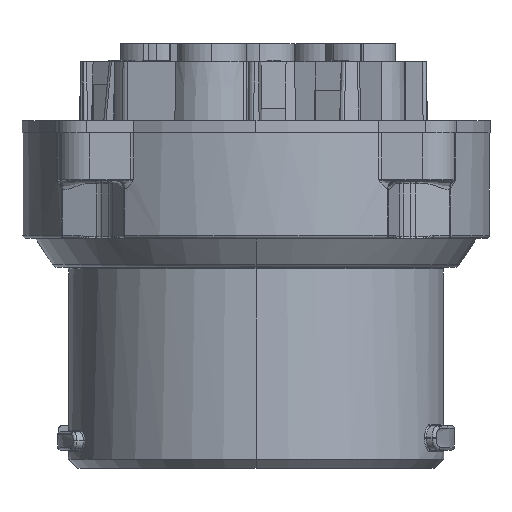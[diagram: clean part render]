
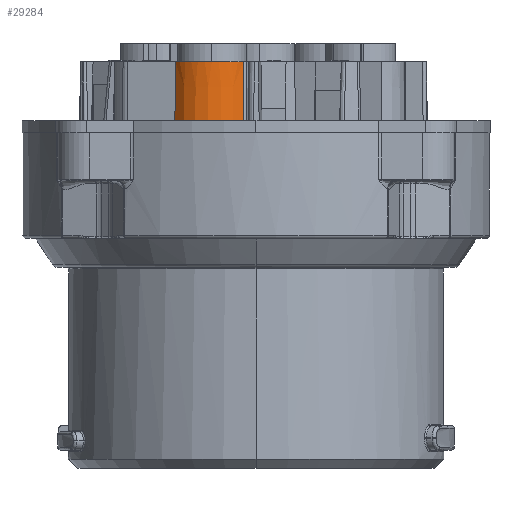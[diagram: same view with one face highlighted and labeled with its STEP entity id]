
A CAD part, left-side view. The second image highlights one B-rep face of the part: STEP entity #29284.
In plain terms, the highlighted conical face has half-angle 0.5 degrees and reference radius 7.493 mm.
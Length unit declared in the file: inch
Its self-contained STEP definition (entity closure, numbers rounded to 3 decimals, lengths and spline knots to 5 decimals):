
#2281 = CARTESIAN_POINT ( 'NONE',  ( -0.87739, 0.0785, -0.36757 ) ) ;
#3892 = VECTOR ( 'NONE', #29929, 39.37008 ) ;
#4223 = CARTESIAN_POINT ( 'NONE',  ( -0.87732, 0.07858, -0.35616 ) ) ;
#4537 = ORIENTED_EDGE ( 'NONE', *, *, #30148, .T. ) ;
#6028 = DIRECTION ( 'NONE',  ( 1., -0.009, 0. ) ) ;
#7878 = CARTESIAN_POINT ( 'NONE',  ( -0.85128, 0.532, -0.27323 ) ) ;
#8208 = DIRECTION ( 'NONE',  ( 1., 0., 0. ) ) ;
#9124 = ORIENTED_EDGE ( 'NONE', *, *, #14740, .T. ) ;
#10300 = CIRCLE ( 'NONE', #55343, 0.2949 ) ;
#14574 = CARTESIAN_POINT ( 'NONE',  ( -0.677, 0.295, -0.36757 ) ) ;
#14740 = EDGE_CURVE ( 'NONE', #34265, #22789, #10300, .T. ) ;
#14795 = ORIENTED_EDGE ( 'NONE', *, *, #56596, .F. ) ;
#16465 = CARTESIAN_POINT ( 'NONE',  ( -0.84558, 0.5282, 0.46313 ) ) ;
#18198 = VERTEX_POINT ( 'NONE', #55999 ) ;
#20889 = CARTESIAN_POINT ( 'NONE',  ( -0.85192, 0.53242, -0.35616 ) ) ;
#22789 = VERTEX_POINT ( 'NONE', #4223 ) ;
#23024 = AXIS2_PLACEMENT_3D ( 'NONE', #14574, #54486, #6028 ) ;
#23413 = VERTEX_POINT ( 'NONE', #42409 ) ;
#26804 = CIRCLE ( 'NONE', #36159, 0.28775 ) ;
#29284 = ADVANCED_FACE ( 'NONE', ( #36911 ), #34242, .T. ) ;
#29703 = CARTESIAN_POINT ( 'NONE',  ( -0.677, 0.295, 0.46313 ) ) ;
#29929 = DIRECTION ( 'NONE',  ( -0.006, -0.006, -1. ) ) ;
#30148 = EDGE_CURVE ( 'NONE', #23413, #18198, #26804, .T. ) ;
#30328 = EDGE_CURVE ( 'NONE', #18198, #34265, #42551, .T. ) ;
#34242 = CONICAL_SURFACE ( 'NONE', #23024, 0.295, 0.009 ) ;
#34265 = VERTEX_POINT ( 'NONE', #37459 ) ;
#34331 = LINE ( 'NONE', #2281, #3892 ) ;
#35258 = CARTESIAN_POINT ( 'NONE',  ( -0.84705, 0.52918, 0.27297 ) ) ;
#36159 = AXIS2_PLACEMENT_3D ( 'NONE', #29703, #51397, #50826 ) ;
#36911 = FACE_OUTER_BOUND ( 'NONE', #49541, .T. ) ;
#37459 = CARTESIAN_POINT ( 'NONE',  ( -0.85192, 0.53242, -0.35616 ) ) ;
#39979 = DIRECTION ( 'NONE',  ( 0., 0., 1. ) ) ;
#40266 = CARTESIAN_POINT ( 'NONE',  ( -0.677, 0.295, -0.35616 ) ) ;
#42409 = CARTESIAN_POINT ( 'NONE',  ( -0.87246, 0.08382, 0.46313 ) ) ;
#42551 = B_SPLINE_CURVE_WITH_KNOTS ( 'NONE', 3,
 ( #16465, #35258, #47862, #56958, #52533, #7878, #20889 ),
 .UNSPECIFIED., .F., .F.,
 ( 4, 3, 4 ),
 ( 0., 0.68676, 0.98626 ),
 .UNSPECIFIED. ) ;
#47862 = CARTESIAN_POINT ( 'NONE',  ( -0.84852, 0.53017, 0.0828 ) ) ;
#49541 = EDGE_LOOP ( 'NONE', ( #56281, #9124, #14795, #4537 ) ) ;
#50826 = DIRECTION ( 'NONE',  ( 0., 1., 0. ) ) ;
#51397 = DIRECTION ( 'NONE',  ( 0., 0., -1. ) ) ;
#52533 = CARTESIAN_POINT ( 'NONE',  ( -0.85064, 0.53157, -0.1903 ) ) ;
#54486 = DIRECTION ( 'NONE',  ( 0., 0., -1. ) ) ;
#55343 = AXIS2_PLACEMENT_3D ( 'NONE', #40266, #39979, #8208 ) ;
#55999 = CARTESIAN_POINT ( 'NONE',  ( -0.84558, 0.5282, 0.46313 ) ) ;
#56281 = ORIENTED_EDGE ( 'NONE', *, *, #30328, .T. ) ;
#56596 = EDGE_CURVE ( 'NONE', #23413, #22789, #34331, .T. ) ;
#56958 = CARTESIAN_POINT ( 'NONE',  ( -0.84999, 0.53114, -0.10736 ) ) ;
